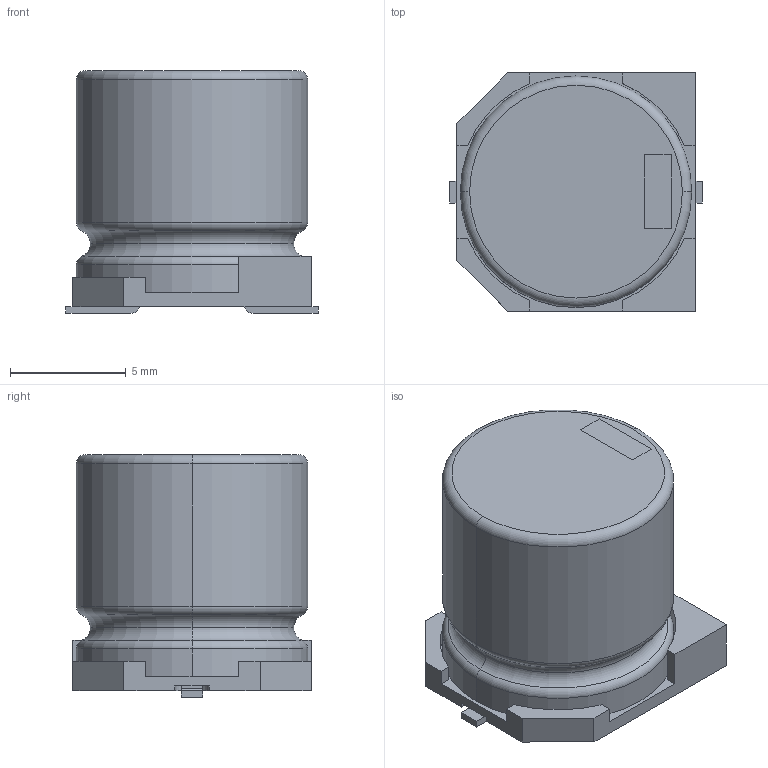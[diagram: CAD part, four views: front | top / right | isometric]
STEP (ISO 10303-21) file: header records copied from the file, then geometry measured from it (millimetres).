
FILE_DESCRIPTION (( 'STEP AP214' ), '1' );
FILE_NAME ('CAP-SMD_BD10.0-L10.3-W10.3-LS10.9-FD.step', '2022-07-01T06:20:44', ( '' ), ( '' ), 'SwSTEP 2.0', 'SolidWorks 2020', '' );
FILE_SCHEMA (( 'AUTOMOTIVE_DESIGN' ));
Length unit declared in the file: millimetre
Products named in the file (1): CAP-SMD_BD10.0-L10.3-W10.3-LS10.9-FD
Bounding box: 10.9 x 10.3 x 10.5 mm (x, y, z)
Volume: 816.6 mm3; surface area: 758.5 mm2
Topology: 2 solids, 2 shells, 292 faces, 790 edges, 524 vertices
Faces by surface type: plane 169, bspline 98, cylinder 15, torus 10
Entity records: 12885 total; most frequent: CARTESIAN_POINT 2913, ORIENTED_EDGE 1580, DIRECTION 1028, EDGE_CURVE 790, VECTOR 542, LINE 542, VERTEX_POINT 524, EDGE_LOOP 314
